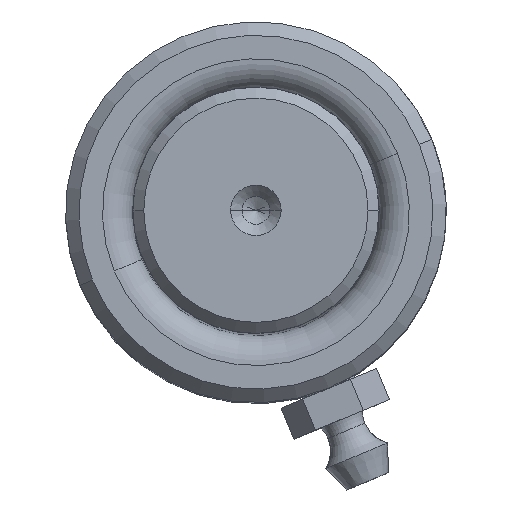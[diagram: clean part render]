
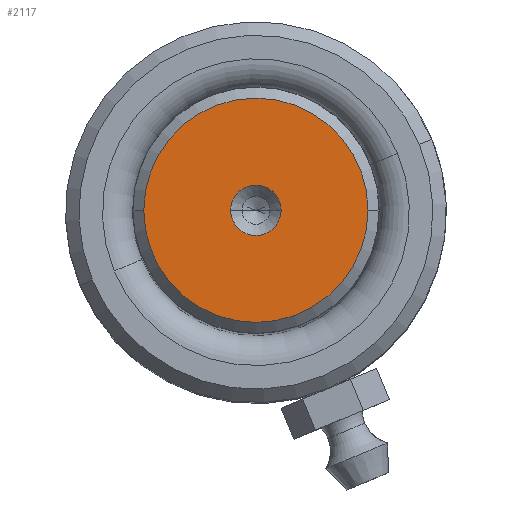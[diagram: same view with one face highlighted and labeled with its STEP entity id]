
A CAD part, top view. The second image highlights one B-rep face of the part: STEP entity #2117.
In plain terms, the highlighted planar face has unit normal (0, 0, 1).
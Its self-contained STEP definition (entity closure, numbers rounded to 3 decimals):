
#332 = EDGE_CURVE ( 'NONE', #3615, #5510, #4662, .T. ) ;
#473 = DIRECTION ( 'NONE',  ( 0., 0., 1. ) ) ;
#475 = FACE_BOUND ( 'NONE', #3360, .T. ) ;
#492 = CARTESIAN_POINT ( 'NONE',  ( 0., 0., 160. ) ) ;
#569 = AXIS2_PLACEMENT_3D ( 'NONE', #3294, #7326, #6166 ) ;
#578 = EDGE_LOOP ( 'NONE', ( #4664, #7118 ) ) ;
#710 = EDGE_CURVE ( 'NONE', #1445, #2593, #3156, .T. ) ;
#987 = CIRCLE ( 'NONE', #4640, 10.009 ) ;
#1139 = AXIS2_PLACEMENT_3D ( 'NONE', #5578, #2251, #2824 ) ;
#1445 = VERTEX_POINT ( 'NONE', #3543 ) ;
#1637 = CARTESIAN_POINT ( 'NONE',  ( -2.25, 0., 160. ) ) ;
#2117 = ADVANCED_FACE ( 'NONE', ( #475, #5191 ), #3244, .T. ) ;
#2247 = EDGE_CURVE ( 'NONE', #5510, #3615, #6090, .T. ) ;
#2251 = DIRECTION ( 'NONE',  ( 0., 0., 1. ) ) ;
#2482 = AXIS2_PLACEMENT_3D ( 'NONE', #492, #473, #6118 ) ;
#2571 = DIRECTION ( 'NONE',  ( 0., 0., 1. ) ) ;
#2593 = VERTEX_POINT ( 'NONE', #6053 ) ;
#2824 = DIRECTION ( 'NONE',  ( 1., 0., 0. ) ) ;
#3147 = DIRECTION ( 'NONE',  ( 1., 0., 0. ) ) ;
#3156 = CIRCLE ( 'NONE', #1139, 10.009 ) ;
#3244 = PLANE ( 'NONE',  #2482 ) ;
#3294 = CARTESIAN_POINT ( 'NONE',  ( 0., 0., 160. ) ) ;
#3360 = EDGE_LOOP ( 'NONE', ( #5979, #3667 ) ) ;
#3543 = CARTESIAN_POINT ( 'NONE',  ( -10.009, 0., 160. ) ) ;
#3615 = VERTEX_POINT ( 'NONE', #4066 ) ;
#3667 = ORIENTED_EDGE ( 'NONE', *, *, #2247, .F. ) ;
#3774 = DIRECTION ( 'NONE',  ( 0., 0., 1. ) ) ;
#3823 = DIRECTION ( 'NONE',  ( 1., 0., 0. ) ) ;
#4066 = CARTESIAN_POINT ( 'NONE',  ( 2.25, 0., 160. ) ) ;
#4640 = AXIS2_PLACEMENT_3D ( 'NONE', #6656, #3774, #3823 ) ;
#4662 = CIRCLE ( 'NONE', #7375, 2.25 ) ;
#4664 = ORIENTED_EDGE ( 'NONE', *, *, #710, .T. ) ;
#5191 = FACE_OUTER_BOUND ( 'NONE', #578, .T. ) ;
#5510 = VERTEX_POINT ( 'NONE', #1637 ) ;
#5578 = CARTESIAN_POINT ( 'NONE',  ( 0., 0., 160. ) ) ;
#5790 = EDGE_CURVE ( 'NONE', #2593, #1445, #987, .T. ) ;
#5906 = CARTESIAN_POINT ( 'NONE',  ( 0., 0., 160. ) ) ;
#5979 = ORIENTED_EDGE ( 'NONE', *, *, #332, .F. ) ;
#6053 = CARTESIAN_POINT ( 'NONE',  ( 10.009, 0., 160. ) ) ;
#6090 = CIRCLE ( 'NONE', #569, 2.25 ) ;
#6118 = DIRECTION ( 'NONE',  ( 1., 0., 0. ) ) ;
#6166 = DIRECTION ( 'NONE',  ( 1., 0., 0. ) ) ;
#6656 = CARTESIAN_POINT ( 'NONE',  ( 0., 0., 160. ) ) ;
#7118 = ORIENTED_EDGE ( 'NONE', *, *, #5790, .T. ) ;
#7326 = DIRECTION ( 'NONE',  ( 0., 0., 1. ) ) ;
#7375 = AXIS2_PLACEMENT_3D ( 'NONE', #5906, #2571, #3147 ) ;
